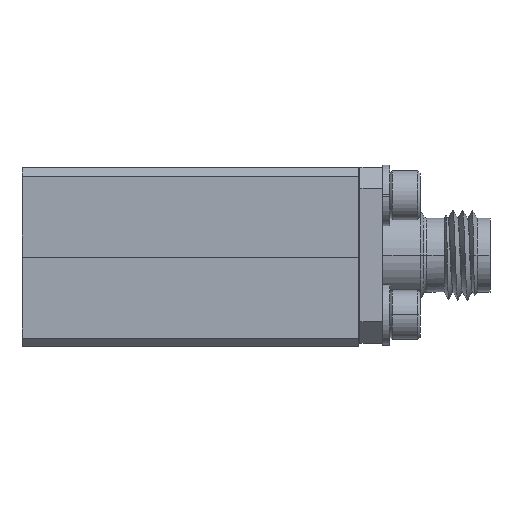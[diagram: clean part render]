
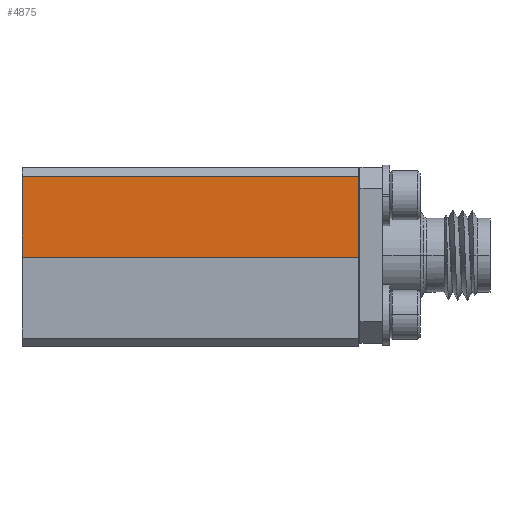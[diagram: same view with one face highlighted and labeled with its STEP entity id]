
A CAD part, left-side view. The second image highlights one B-rep face of the part: STEP entity #4875.
In plain terms, the highlighted planar face has unit normal (-1, 0, 0).
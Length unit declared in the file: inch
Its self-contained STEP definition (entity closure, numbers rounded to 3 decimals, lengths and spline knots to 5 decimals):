
#77 = DIRECTION ( 'NONE',  ( 0., -1., 0. ) ) ;
#140 = VERTEX_POINT ( 'NONE', #3335 ) ;
#221 = VERTEX_POINT ( 'NONE', #4175 ) ;
#261 = VECTOR ( 'NONE', #8656, 39.37008 ) ;
#1086 = AXIS2_PLACEMENT_3D ( 'NONE', #4830, #5539, #77 ) ;
#1296 = VERTEX_POINT ( 'NONE', #6884 ) ;
#1433 = PLANE ( 'NONE',  #1086 ) ;
#1566 = EDGE_CURVE ( 'NONE', #1625, #1296, #7226, .T. ) ;
#1625 = VERTEX_POINT ( 'NONE', #5834 ) ;
#2070 = FACE_OUTER_BOUND ( 'NONE', #4028, .T. ) ;
#2170 = ORIENTED_EDGE ( 'NONE', *, *, #4975, .F. ) ;
#2433 = CARTESIAN_POINT ( 'NONE',  ( -1.63274, 0.72938, 0.84991 ) ) ;
#2959 = CARTESIAN_POINT ( 'NONE',  ( -1.63274, -0.22662, 0.87491 ) ) ;
#3335 = CARTESIAN_POINT ( 'NONE',  ( -1.63274, -0.22662, 0.84991 ) ) ;
#3672 = ORIENTED_EDGE ( 'NONE', *, *, #1566, .F. ) ;
#3781 = LINE ( 'NONE', #2959, #4656 ) ;
#3807 = CARTESIAN_POINT ( 'NONE',  ( -1.63274, -0.22662, 0.61991 ) ) ;
#4028 = EDGE_LOOP ( 'NONE', ( #2170, #6514, #7772, #3672 ) ) ;
#4175 = CARTESIAN_POINT ( 'NONE',  ( -1.63274, 0.72938, 0.84991 ) ) ;
#4460 = LINE ( 'NONE', #2433, #7261 ) ;
#4656 = VECTOR ( 'NONE', #7131, 39.37008 ) ;
#4830 = CARTESIAN_POINT ( 'NONE',  ( -1.63274, -0.22662, 0.87491 ) ) ;
#4875 = ADVANCED_FACE ( 'NONE', ( #2070 ), #1433, .T. ) ;
#4975 = EDGE_CURVE ( 'NONE', #140, #1625, #3781, .T. ) ;
#5147 = DIRECTION ( 'NONE',  ( 0., 1., 0. ) ) ;
#5165 = DIRECTION ( 'NONE',  ( 0., 1., 0. ) ) ;
#5539 = DIRECTION ( 'NONE',  ( -1., 0., 0. ) ) ;
#5786 = LINE ( 'NONE', #5805, #261 ) ;
#5805 = CARTESIAN_POINT ( 'NONE',  ( -1.63274, 0.72938, 0.87491 ) ) ;
#5834 = CARTESIAN_POINT ( 'NONE',  ( -1.63274, -0.22662, 0.61991 ) ) ;
#6384 = EDGE_CURVE ( 'NONE', #140, #221, #4460, .T. ) ;
#6514 = ORIENTED_EDGE ( 'NONE', *, *, #6384, .T. ) ;
#6804 = VECTOR ( 'NONE', #5147, 39.37008 ) ;
#6884 = CARTESIAN_POINT ( 'NONE',  ( -1.63274, 0.72938, 0.61991 ) ) ;
#7131 = DIRECTION ( 'NONE',  ( 0., 0., -1. ) ) ;
#7226 = LINE ( 'NONE', #3807, #6804 ) ;
#7261 = VECTOR ( 'NONE', #5165, 39.37008 ) ;
#7772 = ORIENTED_EDGE ( 'NONE', *, *, #8646, .T. ) ;
#8646 = EDGE_CURVE ( 'NONE', #221, #1296, #5786, .T. ) ;
#8656 = DIRECTION ( 'NONE',  ( 0., 0., -1. ) ) ;
